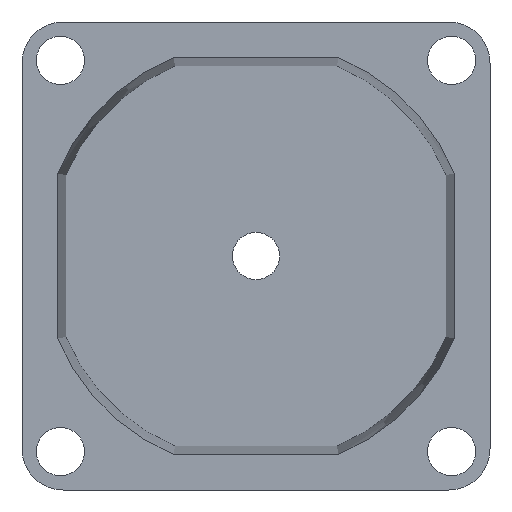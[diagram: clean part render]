
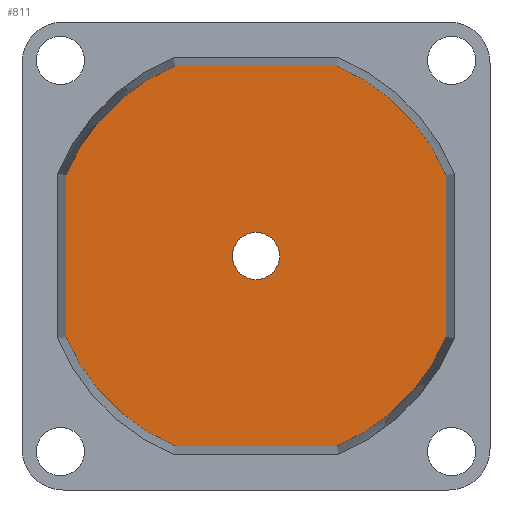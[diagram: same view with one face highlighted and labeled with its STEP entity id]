
A CAD part, left-side view. The second image highlights one B-rep face of the part: STEP entity #811.
In plain terms, the highlighted planar face has unit normal (-1, 0, 0).
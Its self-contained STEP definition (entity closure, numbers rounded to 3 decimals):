
#119=CARTESIAN_POINT('POINT2748',(39.2,0.,
   -4.));
#120=VERTEX_POINT('VERTEX2748',#119);
#128=CARTESIAN_POINT('POINT2749',(39.2,0.,
   4.));
#129=VERTEX_POINT('VERTEX2749',#128);
#136=CARTESIAN_POINT('POS4614',(39.2,0.,0.
   ));
#137=DIRECTION('DIR6711',(1.,0.,0.));
#138=DIRECTION('DIR6712',(0.,0.,-1.));
#139=AXIS2_PLACEMENT_3D('AXIS2098',#136,#137,#138);
#140=CIRCLE('ELLIPSE798',#139,4.);
#141=EDGE_CURVE('EDGE4342',#120,#129,#140,.T.);
#152=EDGE_CURVE('EDGE4343',#129,#120,#140,.T.);
#732=ORIENTED_EDGE('COEDGE8757',*,*,#152,.T.);
#733=ORIENTED_EDGE('COEDGE8758',*,*,#141,.T.);
#734=EDGE_LOOP('NONE',(#732,#733));
#735=FACE_BOUND('LOOP1',#734,.T.);
#736=CARTESIAN_POINT('POINT2788',(39.2,13.744,
   -32.331));
#737=VERTEX_POINT('VERTEX2788',#736);
#738=CARTESIAN_POINT('POINT2789',(39.2,-13.744,
   -32.331));
#739=VERTEX_POINT('VERTEX2789',#738);
#740=CARTESIAN_POINT('POS4686',(39.2,-14.02,
   -32.331));
#741=DIRECTION('DIR6811',(0.,-1.,0.));
#742=VECTOR('VEC2561',#741,1.);
#743=LINE('STRAIGHT2561',#740,#742);
#744=EDGE_CURVE('EDGE4397',#737,#739,#743,.T.);
#745=ORIENTED_EDGE('COEDGE8759',*,*,#744,.T.);
#746=CARTESIAN_POINT('POINT2790',(39.2,-32.331,
   -13.744));
#747=VERTEX_POINT('VERTEX2790',#746);
#748=CARTESIAN_POINT('POS4687',(39.2,0.,
   0.));
#749=DIRECTION('DIR6812',(-1.,0.,
   0.));
#750=DIRECTION('DIR6813',(0.,-0.923,
   -0.384));
#751=AXIS2_PLACEMENT_3D('AXIS2126',#748,#749,#750);
#752=CIRCLE('ELLIPSE807',#751,35.131);
#753=EDGE_CURVE('EDGE4398',#739,#747,#752,.T.);
#754=ORIENTED_EDGE('COEDGE8760',*,*,#753,.T.);
#755=CARTESIAN_POINT('POINT2791',(39.2,-32.331,
   13.744));
#756=VERTEX_POINT('VERTEX2791',#755);
#757=CARTESIAN_POINT('POS4688',(39.2,-32.331,
   14.02));
#758=DIRECTION('DIR6814',(0.,0.,1.));
#759=VECTOR('VEC2562',#758,1.);
#760=LINE('STRAIGHT2562',#757,#759);
#761=EDGE_CURVE('EDGE4399',#747,#756,#760,.T.);
#762=ORIENTED_EDGE('COEDGE8761',*,*,#761,.T.);
#763=CARTESIAN_POINT('POINT2792',(39.2,-13.744,
   32.331));
#764=VERTEX_POINT('VERTEX2792',#763);
#765=CARTESIAN_POINT('POS4689',(39.2,0.,
   0.));
#766=DIRECTION('DIR6815',(-1.,0.,
   0.));
#767=DIRECTION('DIR6816',(0.,-0.384,
   0.923));
#768=AXIS2_PLACEMENT_3D('AXIS2127',#765,#766,#767);
#769=CIRCLE('ELLIPSE808',#768,35.131);
#770=EDGE_CURVE('EDGE4400',#756,#764,#769,.T.);
#771=ORIENTED_EDGE('COEDGE8762',*,*,#770,.T.);
#772=CARTESIAN_POINT('POINT2793',(39.2,13.744,
   32.331));
#773=VERTEX_POINT('VERTEX2793',#772);
#774=CARTESIAN_POINT('POS4690',(39.2,14.02,
   32.331));
#775=DIRECTION('DIR6817',(0.,1.,
   0.));
#776=VECTOR('VEC2563',#775,1.);
#777=LINE('STRAIGHT2563',#774,#776);
#778=EDGE_CURVE('EDGE4401',#764,#773,#777,.T.);
#779=ORIENTED_EDGE('COEDGE8763',*,*,#778,.T.);
#780=CARTESIAN_POINT('POINT2794',(39.2,32.331,
   13.744));
#781=VERTEX_POINT('VERTEX2794',#780);
#782=CARTESIAN_POINT('POS4691',(39.2,0.,
   0.));
#783=DIRECTION('DIR6818',(-1.,0.,0.));
#784=DIRECTION('DIR6819',(0.,0.923,
   0.384));
#785=AXIS2_PLACEMENT_3D('AXIS2128',#782,#783,#784);
#786=CIRCLE('ELLIPSE809',#785,35.131);
#787=EDGE_CURVE('EDGE4402',#773,#781,#786,.T.);
#788=ORIENTED_EDGE('COEDGE8764',*,*,#787,.T.);
#789=CARTESIAN_POINT('POINT2795',(39.2,32.331,
   -13.744));
#790=VERTEX_POINT('VERTEX2795',#789);
#791=CARTESIAN_POINT('POS4692',(39.2,32.331,
   -14.02));
#792=DIRECTION('DIR6820',(0.,0.,-1.));
#793=VECTOR('VEC2564',#792,1.);
#794=LINE('STRAIGHT2564',#791,#793);
#795=EDGE_CURVE('EDGE4403',#781,#790,#794,.T.);
#796=ORIENTED_EDGE('COEDGE8765',*,*,#795,.T.);
#797=CARTESIAN_POINT('POS4693',(39.2,0.,
   0.));
#798=DIRECTION('DIR6821',(-1.,0.,0.));
#799=DIRECTION('DIR6822',(0.,0.384,
   -0.923));
#800=AXIS2_PLACEMENT_3D('AXIS2129',#797,#798,#799);
#801=CIRCLE('ELLIPSE810',#800,35.131);
#802=EDGE_CURVE('EDGE4404',#790,#737,#801,.T.);
#803=ORIENTED_EDGE('COEDGE8766',*,*,#802,.T.);
#804=EDGE_LOOP('NONE',(#745,#754,#762,#771,#779,#788,#796,#803));
#805=FACE_BOUND('LOOP1',#804,.T.);
#806=CARTESIAN_POINT('POS4694',(39.2,0.,
   0.));
#807=DIRECTION('DIR6823',(1.,0.,0.));
#808=DIRECTION('DIR6824',(0.,1.,0.));
#809=AXIS2_PLACEMENT_3D('AXIS2130',#806,#807,#808);
#810=PLANE('PLANE945',#809);
#811=ADVANCED_FACE('FACE1781',(#735,#805),#810,.F.);
